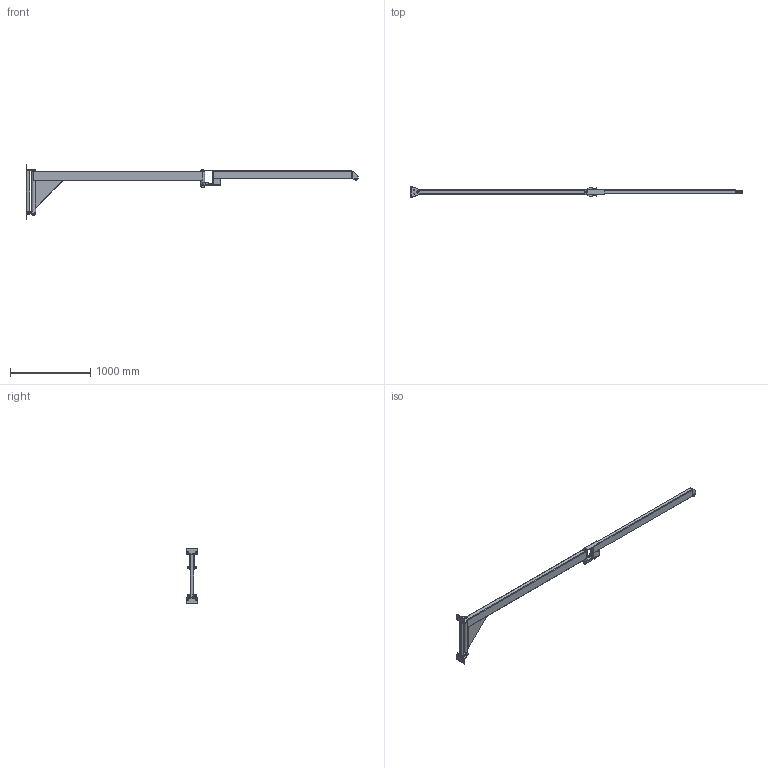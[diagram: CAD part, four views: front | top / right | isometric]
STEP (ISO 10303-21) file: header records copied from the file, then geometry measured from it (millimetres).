
FILE_DESCRIPTION(('STEP AP214'),'1');
FILE_NAME('PMH Väggsvängkran Hymer 85-4.stp','2013-08-16T07:50:19',(' '),(' '),'Spatial InterOp 3D',' ',' ');
FILE_SCHEMA(('automotive_design'));
Length unit declared in the file: millimetre
Products named in the file (68): Innre Kn_ckarm 85_4; Ø48.3, L = 520 T = 4; KKR 120x60, T=5, L=2100; Kil, Plattstål 340x340, T=3; Plattjärn 30x3, L=480; Lagerrör, L=170; Hymer 85kg 4m; Axel I; Axelkant  I; Axel I, L=225; Distansbricka I; Hylsa I; Bultf_rband M6x35, M6 L_smutter; M6S M6x35; DIN_985 M6; Yttre Kn_ckarm 85_4; Fästöra; Plattjärn 30x5, L=100; KKR 100x50, T=5, L=75; KKR 100x50, L = 1725 T = 3; Ändplåt; F_st_ra 85; Fästöra 85, T=6; Axel Fästöra; Spårring; Broms Pelare I; Bromsback Pelare I; Bolt Assembly; Tryckfjäder Ø14/10,5, L=24; M6M M10; Gängstång M10x80; PMH Vaggsvangkran Hymer 85-4; V_ggf_ste I; 120x80x12, L = 145; 120x80x12, L=145; KKR 40x40, T=4, L=525; Plattjärn 40x5, L=100; Broms V_ggf_ste I; Bromsback Väggfäste I; Gängstång M10x65 ...
Assembly tree (67 placements, depth 5):
  PMH Vaggsvangkran Hymer 85-4
    Hymer 85kg 4m
      Innre Kn_ckarm 85_4
        Ø48.3, L = 520 T = 4
        KKR 120x60, T=5, L=2100
        Kil, Plattstål 340x340, T=3
        Kil, Plattstål 340x340, T=3
        Plattjärn 30x3, L=480
        Lagerrör, L=170
      Axel I
        Axelkant  I
        Axel I, L=225
        Distansbricka I
        Hylsa I
        Bultf_rband M6x35, M6 L_smutter
          M6S M6x35
          DIN_985 M6
      Yttre Kn_ckarm 85_4
        Fästöra
        Fästöra
        Plattjärn 30x5, L=100
        KKR 100x50, T=5, L=75
        KKR 100x50, L = 1725 T = 3
        Ändplåt
        Ändplåt
      F_st_ra 85
        Fästöra 85, T=6
        Fästöra 85, T=6
        Axel Fästöra
        Spårring
        Spårring
      Broms Pelare I
        Bromsback Pelare I
        Bolt Assembly
          Tryckfjäder Ø14/10,5, L=24
          M6M M10
          M6M M10
          Gängstång M10x80
        Bolt Assembly
          Tryckfjäder Ø14/10,5, L=24
          M6M M10
          M6M M10
          Gängstång M10x80
    V_ggf_ste I
      120x80x12, L = 145
      120x80x12, L=145
      KKR 40x40, T=4, L=525
      Plattjärn 40x5, L=100
      Broms V_ggf_ste I
        Bromsback Väggfäste I
        Bolt Assembly
          Tryckfjäder Ø14/10,5, L=24
          M6M M10
          M6M M10
          Gängstång M10x65
        Bolt Assembly
          Tryckfjäder Ø14/10,5, L=24
          M6M M10
          M6M M10
          Gängstång M10x65
Bounding box: 4125 x 145 x 685 mm (x, y, z)
Volume: 25915692.9 mm3; surface area: 2280279.5 mm2
Topology: 52 solids, 52 shells, 580 faces, 1272 edges, 800 vertices
Faces by surface type: plane 301, cone 150, cylinder 117, bspline 12
Full cylindrical faces by diameter (mm): 2 x4, 4.5 x2, 5.46 x2, 6 x4, 7 x8, 10 x10, 11 x4, 13 x4, 18 x2, 20 x13, 21 x4, 26 x4, 27 x2, 40.3 x2, 42 x2, 48.3 x2
Entity records: 28694 total; most frequent: CARTESIAN_POINT 10912, DIRECTION 2491, ORIENTED_EDGE 2262, EDGE_CURVE 1131, AXIS2_PLACEMENT_3D 1019, EDGE_LOOP 777, VERTEX_POINT 768, FACE_OUTER_BOUND 661
